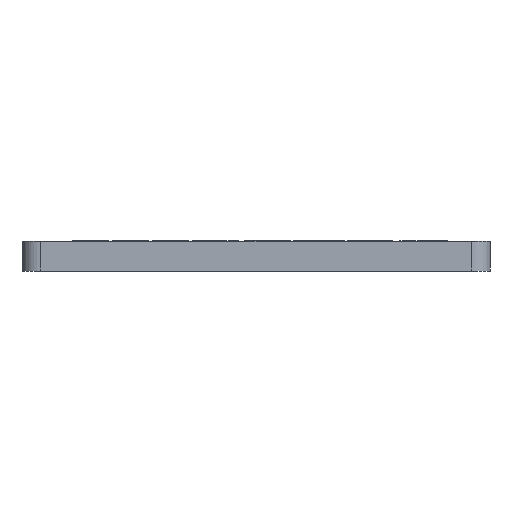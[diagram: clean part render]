
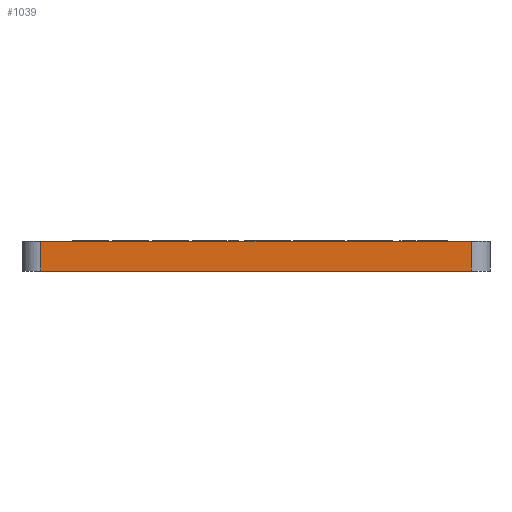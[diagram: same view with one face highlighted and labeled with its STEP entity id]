
A CAD part, front view. The second image highlights one B-rep face of the part: STEP entity #1039.
In plain terms, the highlighted planar face has unit normal (0, -1, 0).
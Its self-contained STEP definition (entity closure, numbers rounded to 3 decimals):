
#63 = VERTEX_POINT('',#64);
#64 = CARTESIAN_POINT('',(-11.5,-51.,1.6));
#71 = EDGE_CURVE('',#72,#63,#74,.T.);
#72 = VERTEX_POINT('',#73);
#73 = CARTESIAN_POINT('',(-11.5,-51.,0.));
#74 = LINE('',#75,#76);
#75 = CARTESIAN_POINT('',(-11.5,-51.,0.));
#76 = VECTOR('',#77,1.);
#77 = DIRECTION('',(0.,0.,1.));
#155 = VERTEX_POINT('',#156);
#156 = CARTESIAN_POINT('',(11.5,-51.,0.));
#163 = EDGE_CURVE('',#155,#72,#164,.T.);
#164 = LINE('',#165,#166);
#165 = CARTESIAN_POINT('',(11.5,-51.,0.));
#166 = VECTOR('',#167,1.);
#167 = DIRECTION('',(-1.,0.,0.));
#217 = VERTEX_POINT('',#218);
#218 = CARTESIAN_POINT('',(11.5,-51.,1.6));
#225 = EDGE_CURVE('',#217,#63,#226,.T.);
#226 = LINE('',#227,#228);
#227 = CARTESIAN_POINT('',(11.5,-51.,1.6));
#228 = VECTOR('',#229,1.);
#229 = DIRECTION('',(-1.,0.,0.));
#1039 = ADVANCED_FACE('',(#1040),#1051,.T.);
#1040 = FACE_BOUND('',#1041,.T.);
#1041 = EDGE_LOOP('',(#1042,#1048,#1049,#1050));
#1042 = ORIENTED_EDGE('',*,*,#1043,.T.);
#1043 = EDGE_CURVE('',#155,#217,#1044,.T.);
#1044 = LINE('',#1045,#1046);
#1045 = CARTESIAN_POINT('',(11.5,-51.,0.));
#1046 = VECTOR('',#1047,1.);
#1047 = DIRECTION('',(0.,0.,1.));
#1048 = ORIENTED_EDGE('',*,*,#225,.T.);
#1049 = ORIENTED_EDGE('',*,*,#71,.F.);
#1050 = ORIENTED_EDGE('',*,*,#163,.F.);
#1051 = PLANE('',#1052);
#1052 = AXIS2_PLACEMENT_3D('',#1053,#1054,#1055);
#1053 = CARTESIAN_POINT('',(11.5,-51.,0.));
#1054 = DIRECTION('',(0.,-1.,0.));
#1055 = DIRECTION('',(-1.,0.,0.));
